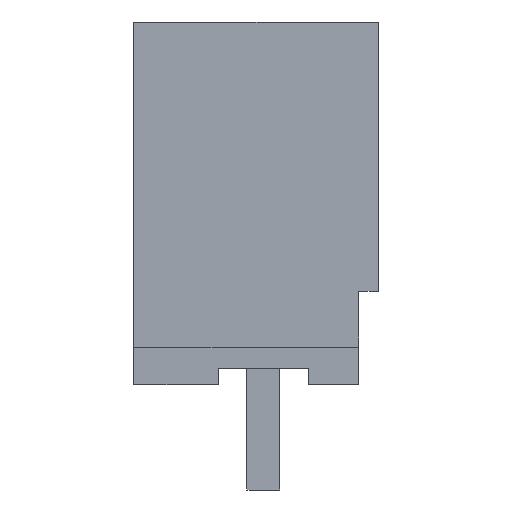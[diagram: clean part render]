
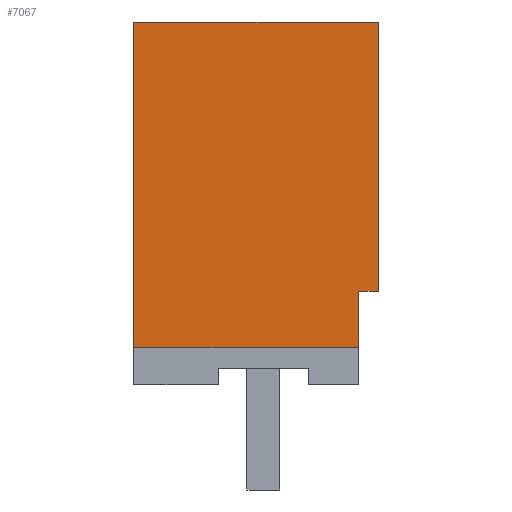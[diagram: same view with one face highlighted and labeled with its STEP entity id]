
A CAD part, left-side view. The second image highlights one B-rep face of the part: STEP entity #7067.
In plain terms, the highlighted planar face has unit normal (-1, 0, 0).
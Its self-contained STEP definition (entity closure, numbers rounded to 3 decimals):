
#7038=AXIS2_PLACEMENT_3D('Plane Axis2P3D',#7035,#7036,#7037) ;
#233=CARTESIAN_POINT('Vertex',(0.,7.45,4.35)) ;
#236=CARTESIAN_POINT('Line Origine',(0.,7.45,9.3)) ;
#240=CARTESIAN_POINT('Vertex',(0.,7.45,14.25)) ;
#5177=CARTESIAN_POINT('Vertex',(0.,0.6,6.05)) ;
#5180=CARTESIAN_POINT('Line Origine',(0.,0.6,5.2)) ;
#5184=CARTESIAN_POINT('Vertex',(0.,0.6,4.35)) ;
#6774=CARTESIAN_POINT('Line Origine',(0.,4.025,4.35)) ;
#7035=CARTESIAN_POINT('Axis2P3D Location',(0.,7.45,14.25)) ;
#7040=CARTESIAN_POINT('Line Origine',(0.,0.,10.15)) ;
#7044=CARTESIAN_POINT('Vertex',(0.,0.,14.25)) ;
#7046=CARTESIAN_POINT('Vertex',(0.,0.,6.05)) ;
#7049=CARTESIAN_POINT('Line Origine',(0.,3.725,14.25)) ;
#7054=CARTESIAN_POINT('Line Origine',(0.,0.3,6.05)) ;
#237=DIRECTION('Vector Direction',(0.,0.,-1.)) ;
#5181=DIRECTION('Vector Direction',(0.,0.,1.)) ;
#6775=DIRECTION('Vector Direction',(0.,-1.,0.)) ;
#7036=DIRECTION('Axis2P3D Direction',(-1.,-0.,0.)) ;
#7037=DIRECTION('Axis2P3D XDirection',(0.,0.,-1.)) ;
#7041=DIRECTION('Vector Direction',(0.,0.,-1.)) ;
#7050=DIRECTION('Vector Direction',(0.,-1.,0.)) ;
#7055=DIRECTION('Vector Direction',(0.,-1.,0.)) ;
#238=VECTOR('Line Direction',#237,1.) ;
#5182=VECTOR('Line Direction',#5181,1.) ;
#6776=VECTOR('Line Direction',#6775,1.) ;
#7042=VECTOR('Line Direction',#7041,1.) ;
#7051=VECTOR('Line Direction',#7050,1.) ;
#7056=VECTOR('Line Direction',#7055,1.) ;
#7060=ORIENTED_EDGE('',*,*,#7048,.F.) ;
#7061=ORIENTED_EDGE('',*,*,#7053,.F.) ;
#7062=ORIENTED_EDGE('',*,*,#242,.T.) ;
#7063=ORIENTED_EDGE('',*,*,#6778,.T.) ;
#7064=ORIENTED_EDGE('',*,*,#5186,.T.) ;
#7065=ORIENTED_EDGE('',*,*,#7058,.F.) ;
#7067=ADVANCED_FACE('HOUSING',(#7066),#7039,.T.) ;
#242=EDGE_CURVE('',#241,#234,#239,.T.) ;
#5186=EDGE_CURVE('',#5185,#5178,#5183,.T.) ;
#6778=EDGE_CURVE('',#234,#5185,#6777,.T.) ;
#7048=EDGE_CURVE('',#7045,#7047,#7043,.T.) ;
#7053=EDGE_CURVE('',#241,#7045,#7052,.T.) ;
#7058=EDGE_CURVE('',#7047,#5178,#7057,.F.) ;
#7059=EDGE_LOOP('',(#7060,#7061,#7062,#7063,#7064,#7065)) ;
#7066=FACE_OUTER_BOUND('',#7059,.T.) ;
#239=LINE('Line',#236,#238) ;
#5183=LINE('Line',#5180,#5182) ;
#6777=LINE('Line',#6774,#6776) ;
#7043=LINE('Line',#7040,#7042) ;
#7052=LINE('Line',#7049,#7051) ;
#7057=LINE('Line',#7054,#7056) ;
#7039=PLANE('',#7038) ;
#234=VERTEX_POINT('',#233) ;
#241=VERTEX_POINT('',#240) ;
#5178=VERTEX_POINT('',#5177) ;
#5185=VERTEX_POINT('',#5184) ;
#7045=VERTEX_POINT('',#7044) ;
#7047=VERTEX_POINT('',#7046) ;
